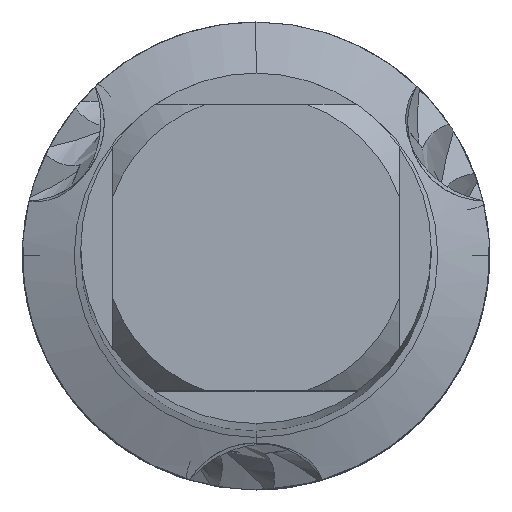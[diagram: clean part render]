
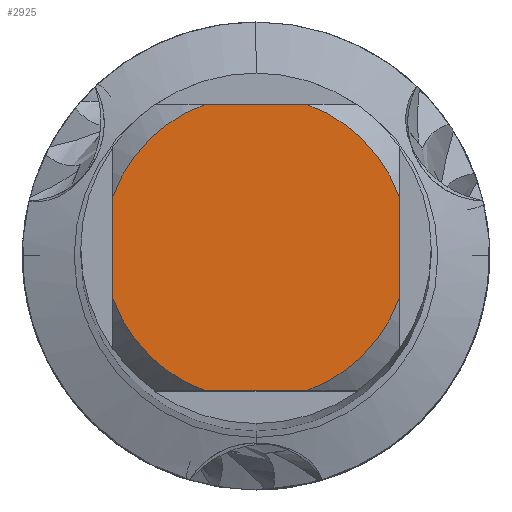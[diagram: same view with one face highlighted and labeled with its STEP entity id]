
A CAD part, top view. The second image highlights one B-rep face of the part: STEP entity #2925.
In plain terms, the highlighted planar face has unit normal (0, 0, 1).
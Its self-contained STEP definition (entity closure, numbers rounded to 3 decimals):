
#1483=VERTEX_POINT('',#4230);
#1723=EDGE_CURVE('',#2335,#3279,#4486,.T.);
#1745=VERTEX_POINT('',#4509);
#2047=VERTEX_POINT('',#4837);
#2087=VERTEX_POINT('',#4878);
#2159=EDGE_CURVE('',#2047,#3279,#4956,.T.);
#2295=EDGE_CURVE('',#2087,#1483,#5100,.T.);
#2335=VERTEX_POINT('',#5143);
#2473=VERTEX_POINT('',#5293);
#2533=EDGE_CURVE('',#3017,#1483,#5359,.T.);
#2925=ADVANCED_FACE('',(#5785),#5786,.T.);
#2943=EDGE_CURVE('',#2047,#2473,#5807,.T.);
#3017=VERTEX_POINT('',#5889);
#3257=EDGE_CURVE('',#2335,#1745,#6159,.T.);
#3279=VERTEX_POINT('',#6184);
#3737=EDGE_CURVE('',#3017,#1745,#6690,.T.);
#3775=EDGE_CURVE('',#2087,#2473,#6730,.T.);
#4230=CARTESIAN_POINT('',(0.87,-2.45,0.0));
#4486=LINE('',#8010,#8011);
#4509=CARTESIAN_POINT('',(2.45,0.87,0.0));
#4837=CARTESIAN_POINT('',(-2.45,0.87,0.0));
#4878=CARTESIAN_POINT('',(-0.87,-2.45,0.0));
#4956=CIRCLE('',#9379,2.6);
#5100=LINE('',#9691,#9692);
#5143=CARTESIAN_POINT('',(0.87,2.45,0.0));
#5293=CARTESIAN_POINT('',(-2.45,-0.87,0.0));
#5359=CIRCLE('',#10424,2.6);
#5785=FACE_OUTER_BOUND('',#11218,.T.);
#5786=PLANE('',#11219);
#5807=LINE('',#11281,#11282);
#5889=CARTESIAN_POINT('',(2.45,-0.87,0.0));
#6159=CIRCLE('',#12548,2.6);
#6184=CARTESIAN_POINT('',(-0.87,2.45,0.0));
#6690=LINE('',#14218,#14219);
#6730=CIRCLE('',#14299,2.6);
#8010=CARTESIAN_POINT('',(0.0,2.45,0.0));
#8011=VECTOR('',#15500,1.0);
#9379=AXIS2_PLACEMENT_3D('',#16039,#16040,#16041);
#9691=CARTESIAN_POINT('',(0.0,-2.45,0.0));
#9692=VECTOR('',#16163,1.0);
#10424=AXIS2_PLACEMENT_3D('',#16425,#16426,#16427);
#11218=EDGE_LOOP('',(#16850,#16851,#16852,#16853,#16854,#16855,#16856,#16857));
#11219=AXIS2_PLACEMENT_3D('',#16858,#16859,#16860);
#11281=CARTESIAN_POINT('',(-2.45,0.65,0.0));
#11282=VECTOR('',#16887,1.0);
#12548=AXIS2_PLACEMENT_3D('',#17370,#17371,#17372);
#14218=CARTESIAN_POINT('',(2.45,0.65,0.0));
#14219=VECTOR('',#18044,1.0);
#14299=AXIS2_PLACEMENT_3D('',#18071,#18072,#18073);
#15500=DIRECTION('',(-1.0,0.0,0.0));
#16039=CARTESIAN_POINT('',(0.0,0.0,0.0));
#16040=DIRECTION('',(0.0,0.0,-1.0));
#16041=DIRECTION('',(0.0,1.0,0.0));
#16163=DIRECTION('',(1.0,0.0,0.0));
#16425=CARTESIAN_POINT('',(0.0,0.0,0.0));
#16426=DIRECTION('',(0.0,0.0,-1.0));
#16427=DIRECTION('',(0.0,1.0,0.0));
#16850=ORIENTED_EDGE('',*,*,#2943,.T.);
#16851=ORIENTED_EDGE('',*,*,#3775,.F.);
#16852=ORIENTED_EDGE('',*,*,#2295,.T.);
#16853=ORIENTED_EDGE('',*,*,#2533,.F.);
#16854=ORIENTED_EDGE('',*,*,#3737,.T.);
#16855=ORIENTED_EDGE('',*,*,#3257,.F.);
#16856=ORIENTED_EDGE('',*,*,#1723,.T.);
#16857=ORIENTED_EDGE('',*,*,#2159,.F.);
#16858=CARTESIAN_POINT('',(0.0,1.3,0.0));
#16859=DIRECTION('',(-0.0,0.0,1.0));
#16860=DIRECTION('',(0.0,-1.0,0.0));
#16887=DIRECTION('',(-0.0,-1.0,0.0));
#17370=CARTESIAN_POINT('',(0.0,0.0,0.0));
#17371=DIRECTION('',(0.0,0.0,-1.0));
#17372=DIRECTION('',(0.0,1.0,0.0));
#18044=DIRECTION('',(-0.0,1.0,0.0));
#18071=CARTESIAN_POINT('',(0.0,0.0,0.0));
#18072=DIRECTION('',(0.0,0.0,-1.0));
#18073=DIRECTION('',(0.0,1.0,0.0));
